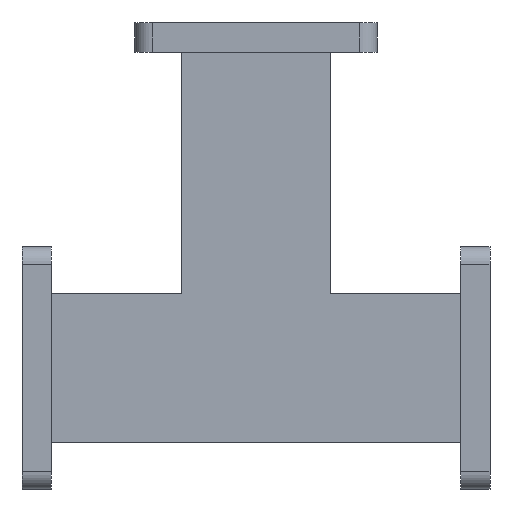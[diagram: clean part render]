
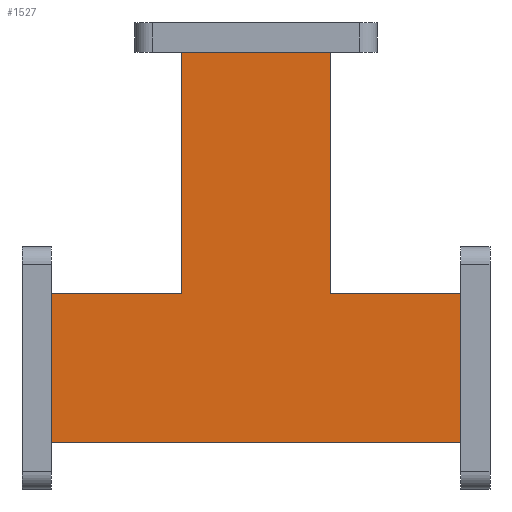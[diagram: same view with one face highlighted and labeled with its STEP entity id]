
A CAD part, front view. The second image highlights one B-rep face of the part: STEP entity #1527.
In plain terms, the highlighted planar face has unit normal (0, -1, 0).
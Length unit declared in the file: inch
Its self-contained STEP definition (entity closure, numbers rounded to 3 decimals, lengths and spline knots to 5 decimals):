
#94 = EDGE_CURVE ( 'NONE', #703, #1798, #1967, .T. ) ;
#111 = ORIENTED_EDGE ( 'NONE', *, *, #305, .F. ) ;
#119 = EDGE_CURVE ( 'NONE', #2692, #418, #1158, .T. ) ;
#120 = EDGE_CURVE ( 'NONE', #2488, #1582, #978, .T. ) ;
#129 = CARTESIAN_POINT ( 'NONE',  ( -0.5, -0.25, 2.12598 ) ) ;
#147 = DIRECTION ( 'NONE',  ( 1., 0., 0. ) ) ;
#205 = EDGE_CURVE ( 'NONE', #2488, #1647, #1596, .T. ) ;
#206 = ORIENTED_EDGE ( 'NONE', *, *, #205, .T. ) ;
#214 = VECTOR ( 'NONE', #1021, 39.37008 ) ;
#219 = LINE ( 'NONE', #446, #301 ) ;
#255 = VECTOR ( 'NONE', #2442, 39.37008 ) ;
#277 = FACE_OUTER_BOUND ( 'NONE', #1203, .T. ) ;
#301 = VECTOR ( 'NONE', #1271, 39.37008 ) ;
#305 = EDGE_CURVE ( 'NONE', #703, #1647, #1653, .T. ) ;
#328 = ORIENTED_EDGE ( 'NONE', *, *, #1940, .F. ) ;
#339 = VECTOR ( 'NONE', #2046, 39.37008 ) ;
#418 = VERTEX_POINT ( 'NONE', #129 ) ;
#446 = CARTESIAN_POINT ( 'NONE',  ( 0.5, -0.25, -0.5 ) ) ;
#514 = CARTESIAN_POINT ( 'NONE',  ( 1.5748, -0.25, 0.5 ) ) ;
#524 = VERTEX_POINT ( 'NONE', #2396 ) ;
#618 = ORIENTED_EDGE ( 'NONE', *, *, #120, .F. ) ;
#675 = PLANE ( 'NONE',  #2608 ) ;
#703 = VERTEX_POINT ( 'NONE', #1212 ) ;
#766 = CARTESIAN_POINT ( 'NONE',  ( -1.37795, -0.25, 0.5 ) ) ;
#844 = ORIENTED_EDGE ( 'NONE', *, *, #119, .F. ) ;
#978 = LINE ( 'NONE', #2005, #339 ) ;
#1019 = CARTESIAN_POINT ( 'NONE',  ( -0.5, -0.25, -0.5 ) ) ;
#1021 = DIRECTION ( 'NONE',  ( 1., 0., 0. ) ) ;
#1158 = LINE ( 'NONE', #1988, #255 ) ;
#1203 = EDGE_LOOP ( 'NONE', ( #618, #206, #111, #1550, #2014, #328, #844, #1864 ) ) ;
#1212 = CARTESIAN_POINT ( 'NONE',  ( 1.37795, -0.25, 0.5 ) ) ;
#1235 = LINE ( 'NONE', #2068, #1962 ) ;
#1271 = DIRECTION ( 'NONE',  ( 0., 0., 1. ) ) ;
#1288 = CARTESIAN_POINT ( 'NONE',  ( 1.37795, -0.25, -0.5 ) ) ;
#1353 = DIRECTION ( 'NONE',  ( -1., 0., 0. ) ) ;
#1511 = CARTESIAN_POINT ( 'NONE',  ( -0.5, -0.25, -0.5 ) ) ;
#1527 = ADVANCED_FACE ( 'NONE', ( #277 ), #675, .T. ) ;
#1550 = ORIENTED_EDGE ( 'NONE', *, *, #94, .T. ) ;
#1582 = VERTEX_POINT ( 'NONE', #766 ) ;
#1596 = LINE ( 'NONE', #1019, #1608 ) ;
#1608 = VECTOR ( 'NONE', #147, 39.37008 ) ;
#1647 = VERTEX_POINT ( 'NONE', #2614 ) ;
#1650 = DIRECTION ( 'NONE',  ( -1., 0., 0. ) ) ;
#1653 = LINE ( 'NONE', #1288, #2434 ) ;
#1672 = DIRECTION ( 'NONE',  ( 0., 0., -1. ) ) ;
#1798 = VERTEX_POINT ( 'NONE', #1917 ) ;
#1860 = LINE ( 'NONE', #2684, #214 ) ;
#1864 = ORIENTED_EDGE ( 'NONE', *, *, #2492, .T. ) ;
#1904 = CARTESIAN_POINT ( 'NONE',  ( -1.37795, -0.25, -0.5 ) ) ;
#1917 = CARTESIAN_POINT ( 'NONE',  ( 0.5, -0.25, 0.5 ) ) ;
#1940 = EDGE_CURVE ( 'NONE', #418, #524, #1860, .T. ) ;
#1946 = DIRECTION ( 'NONE',  ( 0., -1., 0. ) ) ;
#1962 = VECTOR ( 'NONE', #1650, 39.37008 ) ;
#1967 = LINE ( 'NONE', #514, #2261 ) ;
#1988 = CARTESIAN_POINT ( 'NONE',  ( -0.5, -0.25, -0.5 ) ) ;
#2005 = CARTESIAN_POINT ( 'NONE',  ( -1.37795, -0.25, -0.5 ) ) ;
#2014 = ORIENTED_EDGE ( 'NONE', *, *, #2104, .T. ) ;
#2046 = DIRECTION ( 'NONE',  ( 0., 0., 1. ) ) ;
#2068 = CARTESIAN_POINT ( 'NONE',  ( 1.5748, -0.25, 0.5 ) ) ;
#2104 = EDGE_CURVE ( 'NONE', #1798, #524, #219, .T. ) ;
#2261 = VECTOR ( 'NONE', #1353, 39.37008 ) ;
#2297 = CARTESIAN_POINT ( 'NONE',  ( -0.5, -0.25, 0.5 ) ) ;
#2367 = DIRECTION ( 'NONE',  ( 0., 0., -1. ) ) ;
#2396 = CARTESIAN_POINT ( 'NONE',  ( 0.5, -0.25, 2.12598 ) ) ;
#2434 = VECTOR ( 'NONE', #1672, 39.37008 ) ;
#2442 = DIRECTION ( 'NONE',  ( 0., 0., 1. ) ) ;
#2488 = VERTEX_POINT ( 'NONE', #1904 ) ;
#2492 = EDGE_CURVE ( 'NONE', #2692, #1582, #1235, .T. ) ;
#2608 = AXIS2_PLACEMENT_3D ( 'NONE', #1511, #1946, #2367 ) ;
#2614 = CARTESIAN_POINT ( 'NONE',  ( 1.37795, -0.25, -0.5 ) ) ;
#2684 = CARTESIAN_POINT ( 'NONE',  ( -0.5, -0.25, 2.12598 ) ) ;
#2692 = VERTEX_POINT ( 'NONE', #2297 ) ;
